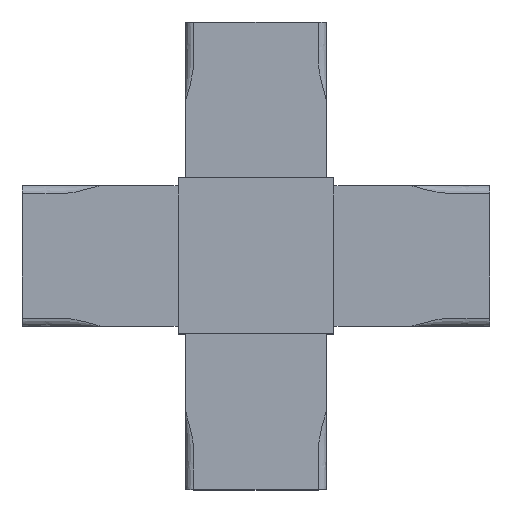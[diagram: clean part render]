
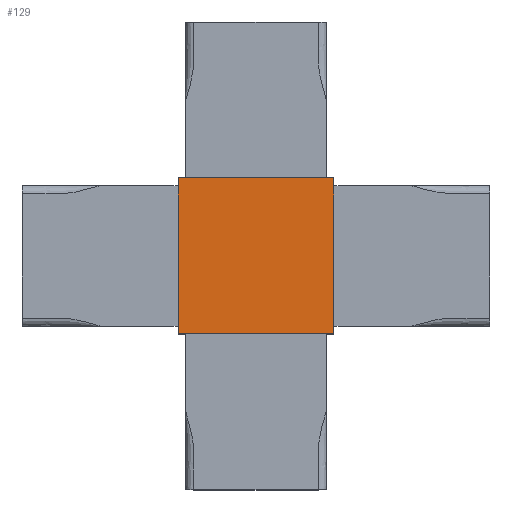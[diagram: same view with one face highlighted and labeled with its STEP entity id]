
A CAD part, top view. The second image highlights one B-rep face of the part: STEP entity #129.
In plain terms, the highlighted planar face has unit normal (0, 0, 1).
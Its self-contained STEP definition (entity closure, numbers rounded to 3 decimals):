
#129=ADVANCED_FACE('',(#213),#181,.F.);
#181=PLANE('',#1042);
#213=FACE_OUTER_BOUND('',#265,.T.);
#265=EDGE_LOOP('',(#358,#359,#360,#361));
#358=ORIENTED_EDGE('',*,*,#722,.T.);
#359=ORIENTED_EDGE('',*,*,#729,.F.);
#360=ORIENTED_EDGE('',*,*,#709,.F.);
#361=ORIENTED_EDGE('',*,*,#715,.T.);
#610=VERTEX_POINT('',#1261);
#613=VERTEX_POINT('',#1266);
#619=VERTEX_POINT('',#1279);
#624=VERTEX_POINT('',#1292);
#709=EDGE_CURVE('',#613,#610,#853,.T.);
#715=EDGE_CURVE('',#613,#619,#859,.T.);
#722=EDGE_CURVE('',#619,#624,#866,.T.);
#729=EDGE_CURVE('',#610,#624,#873,.T.);
#853=LINE('',#1267,#949);
#859=LINE('',#1280,#955);
#866=LINE('',#1294,#962);
#873=LINE('',#1306,#969);
#949=VECTOR('',#1088,1.);
#955=VECTOR('',#1096,1.);
#962=VECTOR('',#1105,1.);
#969=VECTOR('',#1114,1.);
#1042=AXIS2_PLACEMENT_3D('',#1317,#1123,#1124);
#1088=DIRECTION('',(0.,-1.,0.));
#1096=DIRECTION('',(-1.,0.,0.));
#1105=DIRECTION('',(0.,-1.,0.));
#1114=DIRECTION('',(-1.,0.,0.));
#1123=DIRECTION('',(0.,0.,-1.));
#1124=DIRECTION('',(-1.,0.,0.));
#1261=CARTESIAN_POINT('',(10.,-10.,10.));
#1266=CARTESIAN_POINT('',(10.,10.,10.));
#1267=CARTESIAN_POINT('',(10.,10.,10.));
#1279=CARTESIAN_POINT('',(-10.,10.,10.));
#1280=CARTESIAN_POINT('',(10.,10.,10.));
#1292=CARTESIAN_POINT('',(-10.,-10.,10.));
#1294=CARTESIAN_POINT('',(-10.,10.,10.));
#1306=CARTESIAN_POINT('',(10.,-10.,10.));
#1317=CARTESIAN_POINT('',(10.,10.,10.));
